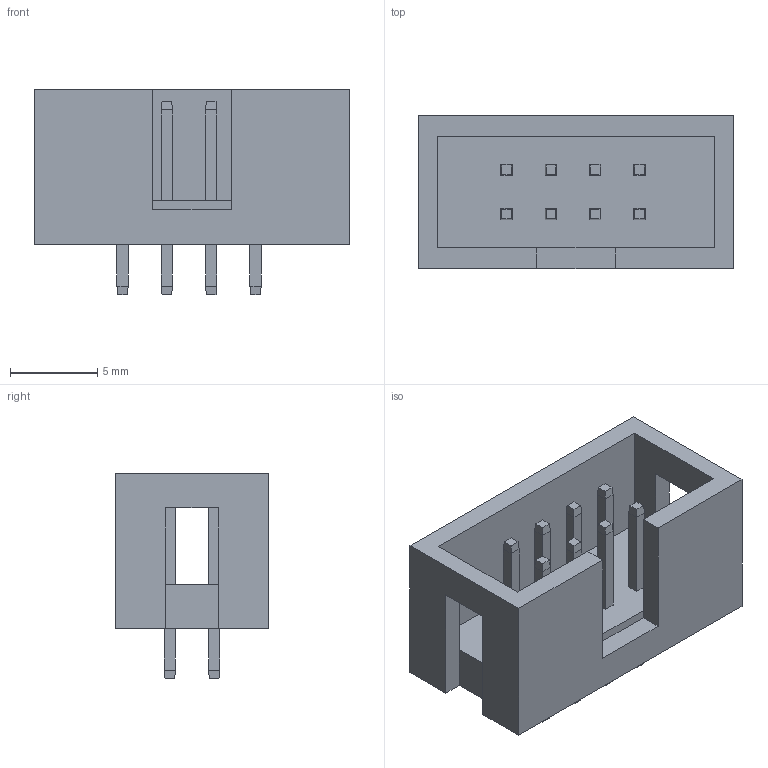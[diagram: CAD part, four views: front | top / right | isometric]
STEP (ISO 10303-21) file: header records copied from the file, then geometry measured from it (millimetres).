
FILE_DESCRIPTION (( 'STEP AP214' ), '1' );
FILE_NAME ('IDC_4X2.STEP', '2023-09-29T15:49:34', ( '' ), ( '' ), 'SwSTEP 2.0', 'SolidWorks 2016', '' );
FILE_SCHEMA (( 'AUTOMOTIVE_DESIGN' ));
Length unit declared in the file: millimetre
Products named in the file (1): IDC_4X2
Bounding box: 18.1 x 8.8 x 11.8 mm (x, y, z)
Volume: 711.3 mm3; surface area: 1192.5 mm2
Topology: 1 solids, 1 shells, 168 faces, 392 edges, 238 vertices
Faces by surface type: plane 168
Entity records: 6486 total; most frequent: CARTESIAN_POINT 799, ORIENTED_EDGE 784, DIRECTION 730, VECTOR 392, LINE 392, EDGE_CURVE 392, VERTEX_POINT 238, EDGE_LOOP 184
